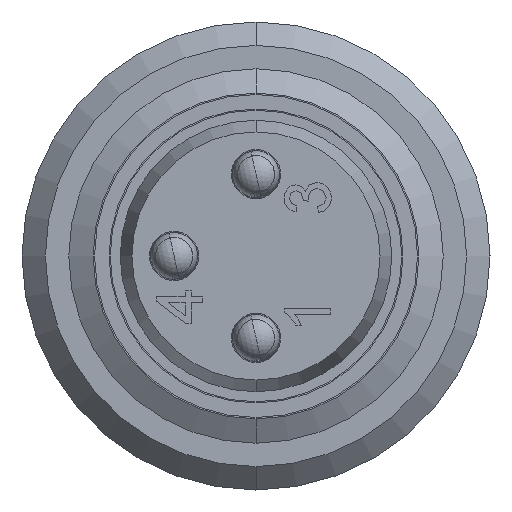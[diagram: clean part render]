
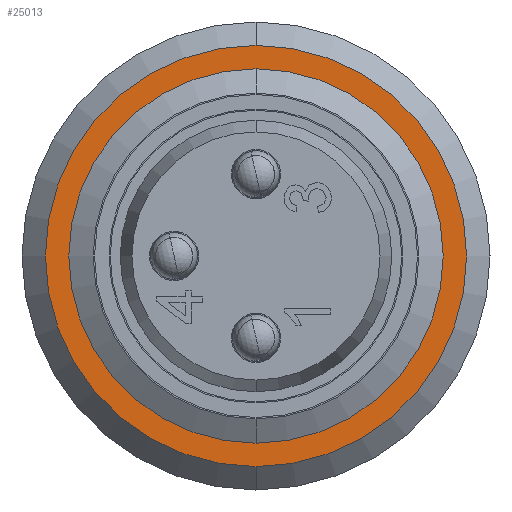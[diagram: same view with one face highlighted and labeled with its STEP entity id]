
A CAD part, left-side view. The second image highlights one B-rep face of the part: STEP entity #25013.
In plain terms, the highlighted face is planar.
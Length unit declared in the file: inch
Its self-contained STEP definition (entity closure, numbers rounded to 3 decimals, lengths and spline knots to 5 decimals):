
#81 = CARTESIAN_POINT ( 'NONE',  ( -0.26772, 0., 0. ) ) ;
#1675 = DIRECTION ( 'NONE',  ( -1., 0., 0. ) ) ;
#3365 = DIRECTION ( 'NONE',  ( 0., 0., 1. ) ) ;
#4330 = CIRCLE ( 'NONE', #27053, 0.17717 ) ;
#4645 = FACE_BOUND ( 'NONE', #32173, .T. ) ;
#5882 = CARTESIAN_POINT ( 'NONE',  ( -0.26772, 0., 0. ) ) ;
#6420 = CIRCLE ( 'NONE', #23966, 0.15748 ) ;
#9218 = DIRECTION ( 'NONE',  ( 0., 0., -1. ) ) ;
#10602 = CARTESIAN_POINT ( 'NONE',  ( -0.26772, 0., -0.17717 ) ) ;
#12453 = CARTESIAN_POINT ( 'NONE',  ( -0.26772, 0., 0. ) ) ;
#12910 = EDGE_CURVE ( 'NONE', #30394, #27161, #4330, .T. ) ;
#12936 = CIRCLE ( 'NONE', #40338, 0.15748 ) ;
#15771 = DIRECTION ( 'NONE',  ( 0., 0., 1. ) ) ;
#16193 = EDGE_CURVE ( 'NONE', #27161, #30394, #23121, .T. ) ;
#17532 = ORIENTED_EDGE ( 'NONE', *, *, #12910, .F. ) ;
#18827 = DIRECTION ( 'NONE',  ( 1., 0., 0. ) ) ;
#18901 = EDGE_CURVE ( 'NONE', #38166, #40727, #12936, .T. ) ;
#20408 = EDGE_LOOP ( 'NONE', ( #24599, #17532 ) ) ;
#21446 = CARTESIAN_POINT ( 'NONE',  ( -0.26772, 0., 0. ) ) ;
#23121 = CIRCLE ( 'NONE', #27545, 0.17717 ) ;
#23156 = DIRECTION ( 'NONE',  ( -1., 0., 0. ) ) ;
#23966 = AXIS2_PLACEMENT_3D ( 'NONE', #21446, #1675, #24742 ) ;
#24229 = ORIENTED_EDGE ( 'NONE', *, *, #36327, .T. ) ;
#24599 = ORIENTED_EDGE ( 'NONE', *, *, #16193, .F. ) ;
#24742 = DIRECTION ( 'NONE',  ( 0., 0., -1. ) ) ;
#25013 = ADVANCED_FACE ( 'NONE', ( #28841, #4645 ), #41643, .T. ) ;
#25053 = CARTESIAN_POINT ( 'NONE',  ( -0.26772, 0., 0.17717 ) ) ;
#25454 = CARTESIAN_POINT ( 'NONE',  ( -0.26772, 0., -0.15748 ) ) ;
#27053 = AXIS2_PLACEMENT_3D ( 'NONE', #12453, #35451, #15771 ) ;
#27161 = VERTEX_POINT ( 'NONE', #25053 ) ;
#27545 = AXIS2_PLACEMENT_3D ( 'NONE', #81, #23156, #3365 ) ;
#28841 = FACE_OUTER_BOUND ( 'NONE', #20408, .T. ) ;
#28941 = DIRECTION ( 'NONE',  ( -1., 0., 0. ) ) ;
#30394 = VERTEX_POINT ( 'NONE', #10602 ) ;
#32173 = EDGE_LOOP ( 'NONE', ( #34447, #24229 ) ) ;
#34447 = ORIENTED_EDGE ( 'NONE', *, *, #18901, .T. ) ;
#35451 = DIRECTION ( 'NONE',  ( -1., 0., 0. ) ) ;
#36112 = AXIS2_PLACEMENT_3D ( 'NONE', #38491, #18827, #41788 ) ;
#36327 = EDGE_CURVE ( 'NONE', #40727, #38166, #6420, .T. ) ;
#36395 = CARTESIAN_POINT ( 'NONE',  ( -0.26772, 0., 0.15748 ) ) ;
#38166 = VERTEX_POINT ( 'NONE', #25454 ) ;
#38491 = CARTESIAN_POINT ( 'NONE',  ( -0.26772, 3.99296, -1.35927 ) ) ;
#40338 = AXIS2_PLACEMENT_3D ( 'NONE', #5882, #28941, #9218 ) ;
#40727 = VERTEX_POINT ( 'NONE', #36395 ) ;
#41643 = PLANE ( 'NONE',  #36112 ) ;
#41788 = DIRECTION ( 'NONE',  ( 0., 0., -1. ) ) ;
